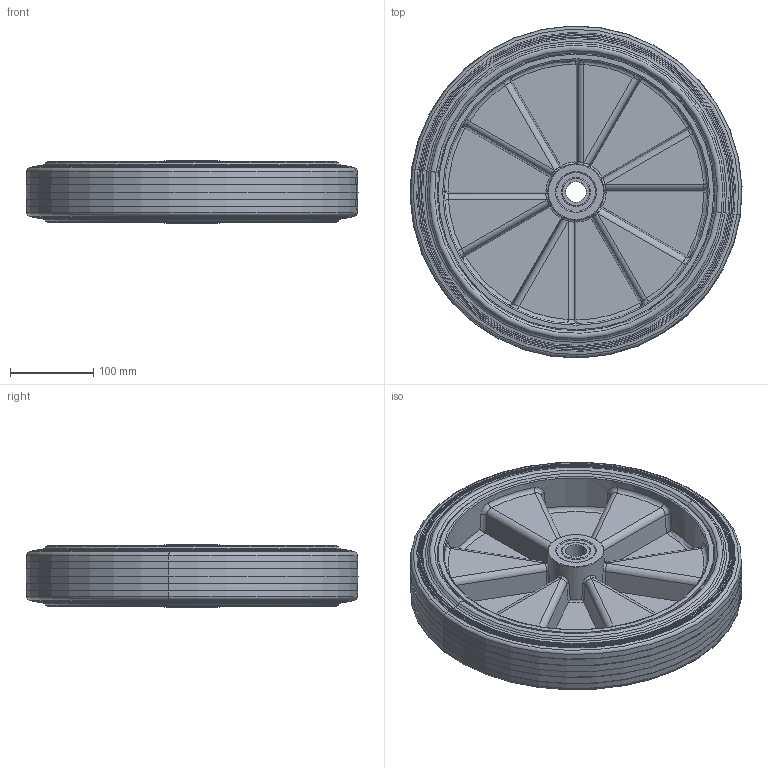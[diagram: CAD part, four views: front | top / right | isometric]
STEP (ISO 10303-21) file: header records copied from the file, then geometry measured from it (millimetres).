
FILE_DESCRIPTION (( 'STEP AP214' ), '1' );
FILE_NAME ('0047105.step', '2020-06-08T11:43:46', ( '' ), ( '' ), 'SwSTEP 2.0', 'SolidWorks 2018', '' );
FILE_SCHEMA (( 'AUTOMOTIVE_DESIGN' ));
Length unit declared in the file: millimetre
Products named in the file (1): 0047105
Bounding box: 399.76 x 399.76 x 75 mm (x, y, z)
Volume: 3757326.1 mm3; surface area: 627457.6 mm2
Topology: 2 solids, 2 shells, 370 faces, 860 edges, 492 vertices
Faces by surface type: bspline 120, torus 82, plane 62, cylinder 58, cone 36, sphere 12
Entity records: 21589 total; most frequent: CARTESIAN_POINT 10115, ORIENTED_EDGE 1696, DIRECTION 1412, EDGE_CURVE 848, AXIS2_PLACEMENT_3D 635, VERTEX_POINT 492, CIRCLE 384, EDGE_LOOP 384
